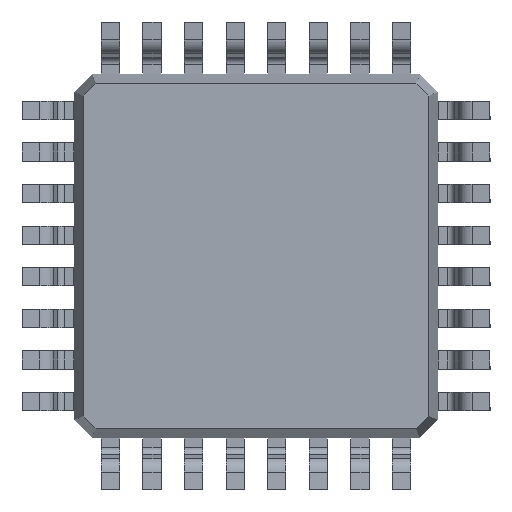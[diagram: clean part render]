
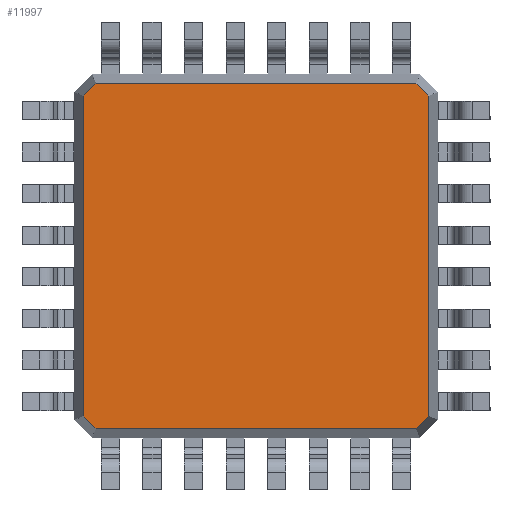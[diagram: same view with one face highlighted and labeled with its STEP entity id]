
A CAD part, front view. The second image highlights one B-rep face of the part: STEP entity #11997.
In plain terms, the highlighted planar face has unit normal (0, -1, 0).
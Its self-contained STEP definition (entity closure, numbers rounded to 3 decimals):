
#319 = ORIENTED_EDGE ( 'NONE', *, *, #11782, .T. ) ;
#571 = ORIENTED_EDGE ( 'NONE', *, *, #9995, .T. ) ;
#740 = VECTOR ( 'NONE', #12745, 1000. ) ;
#1119 = VERTEX_POINT ( 'NONE', #3002 ) ;
#1366 = DIRECTION ( 'NONE',  ( 0., 0., 1. ) ) ;
#1376 = AXIS2_PLACEMENT_3D ( 'NONE', #14496, #1508, #9977 ) ;
#1411 = FACE_OUTER_BOUND ( 'NONE', #8023, .T. ) ;
#1508 = DIRECTION ( 'NONE',  ( 0., -1., 0. ) ) ;
#1589 = VERTEX_POINT ( 'NONE', #4499 ) ;
#1829 = LINE ( 'NONE', #15371, #3472 ) ;
#1962 = VECTOR ( 'NONE', #14299, 1000. ) ;
#2704 = VERTEX_POINT ( 'NONE', #13310 ) ;
#3002 = CARTESIAN_POINT ( 'NONE',  ( -3.323, 0.15, -3.077 ) ) ;
#3119 = DIRECTION ( 'NONE',  ( 0.707, 0., -0.707 ) ) ;
#3124 = VECTOR ( 'NONE', #1366, 1000. ) ;
#3472 = VECTOR ( 'NONE', #5510, 1000. ) ;
#3525 = ORIENTED_EDGE ( 'NONE', *, *, #5294, .T. ) ;
#3638 = CARTESIAN_POINT ( 'NONE',  ( 3.15, 0.15, 3.323 ) ) ;
#4372 = CARTESIAN_POINT ( 'NONE',  ( -3.15, 0.15, -3.323 ) ) ;
#4414 = VECTOR ( 'NONE', #5481, 1000. ) ;
#4499 = CARTESIAN_POINT ( 'NONE',  ( 3.323, 0.15, -3.077 ) ) ;
#5087 = LINE ( 'NONE', #10261, #13853 ) ;
#5294 = EDGE_CURVE ( 'NONE', #7760, #1589, #7388, .T. ) ;
#5481 = DIRECTION ( 'NONE',  ( 0., 0., -1. ) ) ;
#5505 = LINE ( 'NONE', #4372, #8663 ) ;
#5510 = DIRECTION ( 'NONE',  ( -0.707, 0., -0.707 ) ) ;
#5512 = DIRECTION ( 'NONE',  ( 0.707, 0., 0.707 ) ) ;
#6288 = LINE ( 'NONE', #13189, #3124 ) ;
#6525 = CARTESIAN_POINT ( 'NONE',  ( -3.077, 0.15, -3.323 ) ) ;
#6897 = ORIENTED_EDGE ( 'NONE', *, *, #10726, .T. ) ;
#6959 = VERTEX_POINT ( 'NONE', #10952 ) ;
#6982 = CARTESIAN_POINT ( 'NONE',  ( 3.077, 0.15, -3.323 ) ) ;
#7388 = LINE ( 'NONE', #9050, #14829 ) ;
#7629 = VERTEX_POINT ( 'NONE', #10656 ) ;
#7650 = EDGE_CURVE ( 'NONE', #1589, #6959, #6288, .T. ) ;
#7748 = LINE ( 'NONE', #10173, #4414 ) ;
#7759 = EDGE_CURVE ( 'NONE', #2704, #14174, #1829, .T. ) ;
#7760 = VERTEX_POINT ( 'NONE', #6982 ) ;
#8023 = EDGE_LOOP ( 'NONE', ( #11994, #571, #10553, #6897, #12933, #319, #3525, #10528 ) ) ;
#8623 = PLANE ( 'NONE',  #1376 ) ;
#8663 = VECTOR ( 'NONE', #10415, 1000. ) ;
#8848 = LINE ( 'NONE', #11992, #1962 ) ;
#9050 = CARTESIAN_POINT ( 'NONE',  ( 3.025, 0.15, -3.375 ) ) ;
#9977 = DIRECTION ( 'NONE',  ( 0., 0., -1. ) ) ;
#9995 = EDGE_CURVE ( 'NONE', #7629, #2704, #14283, .T. ) ;
#10173 = CARTESIAN_POINT ( 'NONE',  ( -3.323, 0.15, 3.15 ) ) ;
#10261 = CARTESIAN_POINT ( 'NONE',  ( -3.375, 0.15, -3.025 ) ) ;
#10302 = VERTEX_POINT ( 'NONE', #6525 ) ;
#10415 = DIRECTION ( 'NONE',  ( 1., 0., 0. ) ) ;
#10528 = ORIENTED_EDGE ( 'NONE', *, *, #7650, .T. ) ;
#10553 = ORIENTED_EDGE ( 'NONE', *, *, #7759, .T. ) ;
#10656 = CARTESIAN_POINT ( 'NONE',  ( 3.077, 0.15, 3.323 ) ) ;
#10726 = EDGE_CURVE ( 'NONE', #14174, #1119, #7748, .T. ) ;
#10952 = CARTESIAN_POINT ( 'NONE',  ( 3.323, 0.15, 3.077 ) ) ;
#11782 = EDGE_CURVE ( 'NONE', #10302, #7760, #5505, .T. ) ;
#11978 = EDGE_CURVE ( 'NONE', #6959, #7629, #8848, .T. ) ;
#11992 = CARTESIAN_POINT ( 'NONE',  ( 3.375, 0.15, 3.025 ) ) ;
#11994 = ORIENTED_EDGE ( 'NONE', *, *, #11978, .T. ) ;
#11997 = ADVANCED_FACE ( 'NONE', ( #1411 ), #8623, .T. ) ;
#12745 = DIRECTION ( 'NONE',  ( -1., 0., 0. ) ) ;
#12933 = ORIENTED_EDGE ( 'NONE', *, *, #13417, .T. ) ;
#13189 = CARTESIAN_POINT ( 'NONE',  ( 3.323, 0.15, -3.15 ) ) ;
#13310 = CARTESIAN_POINT ( 'NONE',  ( -3.077, 0.15, 3.323 ) ) ;
#13417 = EDGE_CURVE ( 'NONE', #1119, #10302, #5087, .T. ) ;
#13853 = VECTOR ( 'NONE', #3119, 1000. ) ;
#13954 = CARTESIAN_POINT ( 'NONE',  ( -3.323, 0.15, 3.077 ) ) ;
#14174 = VERTEX_POINT ( 'NONE', #13954 ) ;
#14283 = LINE ( 'NONE', #3638, #740 ) ;
#14299 = DIRECTION ( 'NONE',  ( -0.707, 0., 0.707 ) ) ;
#14496 = CARTESIAN_POINT ( 'NONE',  ( 0., 0.15, 0. ) ) ;
#14829 = VECTOR ( 'NONE', #5512, 1000. ) ;
#15371 = CARTESIAN_POINT ( 'NONE',  ( -3.025, 0.15, 3.375 ) ) ;
